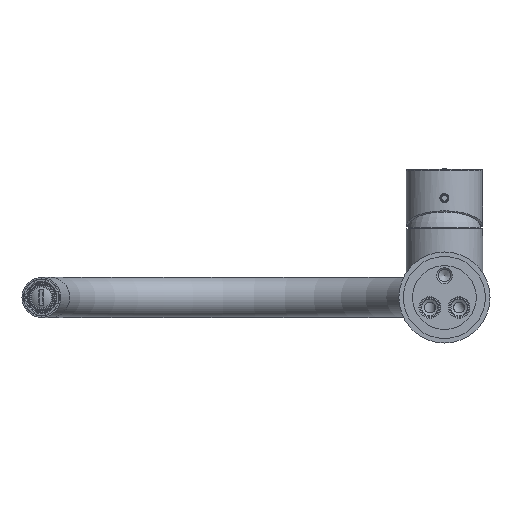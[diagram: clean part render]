
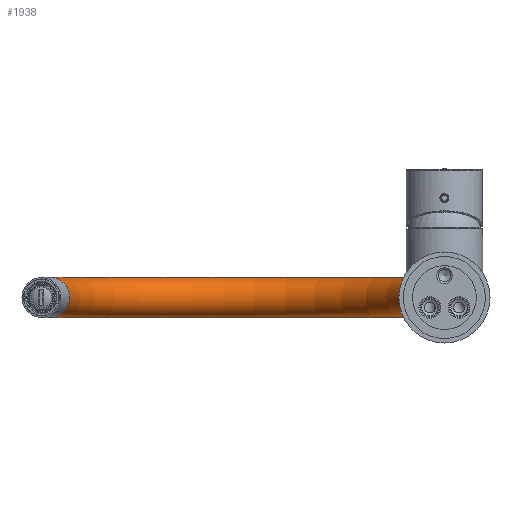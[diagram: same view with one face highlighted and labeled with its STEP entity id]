
A CAD part, front view. The second image highlights one B-rep face of the part: STEP entity #1938.
In plain terms, the highlighted toroidal (fillet/blend) face has major radius 110 mm and minor radius 11 mm.
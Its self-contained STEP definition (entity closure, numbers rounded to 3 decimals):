
#32=B_SPLINE_CURVE_WITH_KNOTS('',3,(#3751,#3752,#3753,#3754,#3755,#3756,
#3757,#3758,#3759,#3760,#3761),.UNSPECIFIED.,.F.,.F.,(4,1,1,1,1,1,1,1,4),
(0.,0.125,0.25,0.375,0.5,0.625,0.75,0.875,1.),.UNSPECIFIED.);
#522=ORIENTED_EDGE('',*,*,#847,.T.);
#523=ORIENTED_EDGE('',*,*,#848,.T.);
#524=ORIENTED_EDGE('',*,*,#849,.F.);
#847=EDGE_CURVE('',#1540,#1540,#1040,.F.);
#848=EDGE_CURVE('',#1541,#1542,#1041,.T.);
#849=EDGE_CURVE('',#1541,#1542,#32,.T.);
#1040=CIRCLE('',#2525,11.);
#1041=CIRCLE('',#2526,11.);
#1198=EDGE_LOOP('',(#522));
#1199=EDGE_LOOP('',(#523,#524));
#1540=VERTEX_POINT('',#3747);
#1541=VERTEX_POINT('',#3749);
#1542=VERTEX_POINT('',#3750);
#1726=FACE_BOUND('',#1198,.T.);
#1727=FACE_BOUND('',#1199,.T.);
#1879=TOROIDAL_SURFACE('',#2524,110.,11.);
#1938=ADVANCED_FACE('',(#1726,#1727),#1879,.T.);
#2524=AXIS2_PLACEMENT_3D('',#3745,#3031,#3032);
#2525=AXIS2_PLACEMENT_3D('',#3746,#3033,#3034);
#2526=AXIS2_PLACEMENT_3D('',#3748,#3035,#3036);
#3031=DIRECTION('',(0.,0.,-1.));
#3032=DIRECTION('',(0.,-1.,0.));
#3033=DIRECTION('',(0.,-1.,0.));
#3034=DIRECTION('',(0.,0.,1.));
#3035=DIRECTION('',(0.259,0.966,0.));
#3036=DIRECTION('',(0.,0.,1.));
#3745=CARTESIAN_POINT('',(-110.,185.882,-5.25));
#3746=CARTESIAN_POINT('',(0.,185.882,-5.25));
#3747=CARTESIAN_POINT('',(0.,185.882,5.75));
#3748=CARTESIAN_POINT('',(-216.252,214.353,-5.25));
#3749=CARTESIAN_POINT('',(-216.253,214.353,-16.25));
#3750=CARTESIAN_POINT('',(-216.253,214.353,5.75));
#3751=CARTESIAN_POINT('',(-216.253,214.353,-16.25));
#3752=CARTESIAN_POINT('',(-214.862,213.98,-16.25));
#3753=CARTESIAN_POINT('',(-212.081,213.235,-15.677));
#3754=CARTESIAN_POINT('',(-208.545,212.288,-13.23));
#3755=CARTESIAN_POINT('',(-206.182,211.654,-9.569));
#3756=CARTESIAN_POINT('',(-205.352,211.432,-5.25));
#3757=CARTESIAN_POINT('',(-206.182,211.654,-0.931));
#3758=CARTESIAN_POINT('',(-208.545,212.288,2.73));
#3759=CARTESIAN_POINT('',(-212.081,213.235,5.177));
#3760=CARTESIAN_POINT('',(-214.862,213.98,5.75));
#3761=CARTESIAN_POINT('',(-216.253,214.353,5.75));
